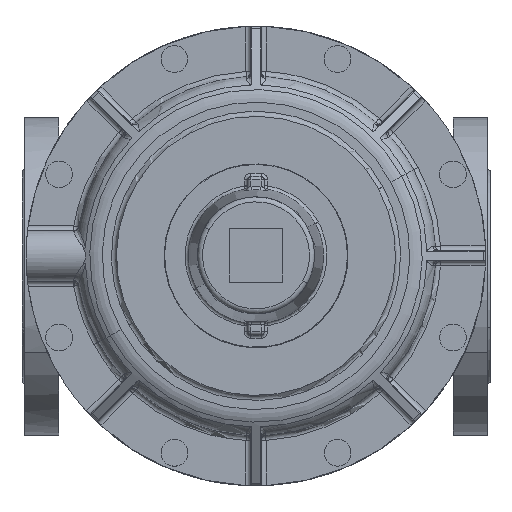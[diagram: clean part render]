
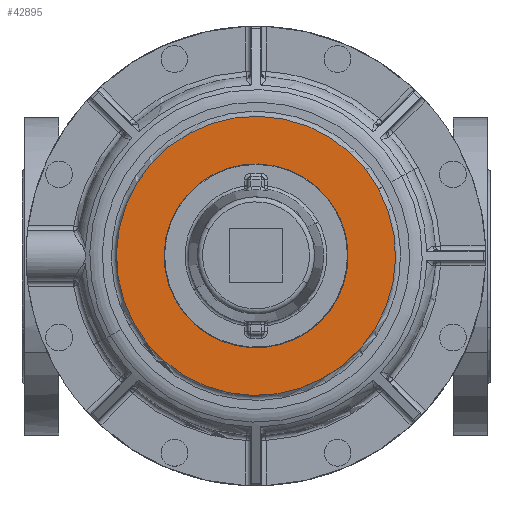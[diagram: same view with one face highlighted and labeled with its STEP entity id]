
A CAD part, top view. The second image highlights one B-rep face of the part: STEP entity #42895.
In plain terms, the highlighted planar face has unit normal (0, 0, 1).
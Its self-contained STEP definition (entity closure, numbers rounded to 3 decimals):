
#42703=CARTESIAN_POINT('Vertex',(-73.278,-40.032,209.5)) ;
#42706=CARTESIAN_POINT('Axis2P3D Location',(0.,0.,209.5)) ;
#42710=CARTESIAN_POINT('Vertex',(73.278,40.032,209.5)) ;
#42730=CARTESIAN_POINT('Axis2P3D Location',(0.,0.,209.5)) ;
#42815=CARTESIAN_POINT('Axis2P3D Location',(83.5,0.,209.5)) ;
#42825=CARTESIAN_POINT('Control Point',(-47.828,-26.129,209.5)) ;
#42826=CARTESIAN_POINT('Control Point',(-45.401,-30.572,209.5)) ;
#42827=CARTESIAN_POINT('Control Point',(-42.458,-34.733,209.5)) ;
#42828=CARTESIAN_POINT('Control Point',(-39.041,-38.534,209.5)) ;
#42829=CARTESIAN_POINT('Control Point',(-31.39,-45.27,209.5)) ;
#42830=CARTESIAN_POINT('Control Point',(-22.398,-50.074,209.5)) ;
#42831=CARTESIAN_POINT('Control Point',(-17.641,-51.941,209.5)) ;
#42832=CARTESIAN_POINT('Control Point',(-7.783,-54.535,209.5)) ;
#42833=CARTESIAN_POINT('Control Point',(2.408,-54.802,209.5)) ;
#42834=CARTESIAN_POINT('Control Point',(7.497,-54.34,209.5)) ;
#42835=CARTESIAN_POINT('Control Point',(17.473,-52.243,209.5)) ;
#42836=CARTESIAN_POINT('Control Point',(26.703,-47.916,209.5)) ;
#42837=CARTESIAN_POINT('Control Point',(31.046,-45.223,209.5)) ;
#42838=CARTESIAN_POINT('Control Point',(39.026,-38.88,209.5)) ;
#42839=CARTESIAN_POINT('Control Point',(45.34,-30.876,209.5)) ;
#42840=CARTESIAN_POINT('Control Point',(48.016,-26.523,209.5)) ;
#42841=CARTESIAN_POINT('Control Point',(52.309,-17.276,209.5)) ;
#42842=CARTESIAN_POINT('Control Point',(54.368,-7.293,209.5)) ;
#42843=CARTESIAN_POINT('Control Point',(54.811,-2.201,209.5)) ;
#42844=CARTESIAN_POINT('Control Point',(54.583,5.408,209.5)) ;
#42845=CARTESIAN_POINT('Control Point',(53.058,12.827,209.5)) ;
#42846=CARTESIAN_POINT('Control Point',(52.413,15.247,209.5)) ;
#42847=CARTESIAN_POINT('Control Point',(51.632,17.625,209.5)) ;
#42848=CARTESIAN_POINT('Control Point',(50.717,19.95,209.5)) ;
#42849=CARTESIAN_POINT('Vertex',(-47.828,-26.129,209.5)) ;
#42851=CARTESIAN_POINT('Vertex',(50.717,19.95,209.5)) ;
#42855=CARTESIAN_POINT('Control Point',(47.828,26.129,209.5)) ;
#42856=CARTESIAN_POINT('Control Point',(45.401,30.572,209.5)) ;
#42857=CARTESIAN_POINT('Control Point',(42.458,34.733,209.5)) ;
#42858=CARTESIAN_POINT('Control Point',(39.041,38.534,209.5)) ;
#42859=CARTESIAN_POINT('Control Point',(31.39,45.27,209.5)) ;
#42860=CARTESIAN_POINT('Control Point',(22.398,50.074,209.5)) ;
#42861=CARTESIAN_POINT('Control Point',(17.641,51.941,209.5)) ;
#42862=CARTESIAN_POINT('Control Point',(7.783,54.535,209.5)) ;
#42863=CARTESIAN_POINT('Control Point',(-2.408,54.802,209.5)) ;
#42864=CARTESIAN_POINT('Control Point',(-7.497,54.34,209.5)) ;
#42865=CARTESIAN_POINT('Control Point',(-17.473,52.243,209.5)) ;
#42866=CARTESIAN_POINT('Control Point',(-26.703,47.916,209.5)) ;
#42867=CARTESIAN_POINT('Control Point',(-31.046,45.223,209.5)) ;
#42868=CARTESIAN_POINT('Control Point',(-39.026,38.88,209.5)) ;
#42869=CARTESIAN_POINT('Control Point',(-45.34,30.876,209.5)) ;
#42870=CARTESIAN_POINT('Control Point',(-48.016,26.523,209.5)) ;
#42871=CARTESIAN_POINT('Control Point',(-52.309,17.276,209.5)) ;
#42872=CARTESIAN_POINT('Control Point',(-54.368,7.293,209.5)) ;
#42873=CARTESIAN_POINT('Control Point',(-54.811,2.201,209.5)) ;
#42874=CARTESIAN_POINT('Control Point',(-54.542,-6.781,209.5)) ;
#42875=CARTESIAN_POINT('Control Point',(-52.465,-15.499,209.5)) ;
#42876=CARTESIAN_POINT('Control Point',(-51.233,-19.183,209.5)) ;
#42877=CARTESIAN_POINT('Control Point',(-49.681,-22.738,209.5)) ;
#42878=CARTESIAN_POINT('Control Point',(-47.828,-26.129,209.5)) ;
#42879=CARTESIAN_POINT('Vertex',(47.828,26.129,209.5)) ;
#42883=CARTESIAN_POINT('Control Point',(50.717,19.95,209.5)) ;
#42884=CARTESIAN_POINT('Control Point',(50.218,21.22,209.5)) ;
#42885=CARTESIAN_POINT('Control Point',(49.679,22.474,209.5)) ;
#42886=CARTESIAN_POINT('Control Point',(49.099,23.714,209.5)) ;
#42887=CARTESIAN_POINT('Control Point',(48.482,24.931,209.5)) ;
#42888=CARTESIAN_POINT('Control Point',(47.828,26.129,209.5)) ;
#42707=DIRECTION('Axis2P3D Direction',(0.,0.,1.)) ;
#42731=DIRECTION('Axis2P3D Direction',(0.,0.,1.)) ;
#42816=DIRECTION('Axis2P3D Direction',(0.,0.,1.)) ;
#42817=DIRECTION('Axis2P3D XDirection',(1.,0.,0.)) ;
#42708=AXIS2_PLACEMENT_3D('Circle Axis2P3D',#42706,#42707,$) ;
#42732=AXIS2_PLACEMENT_3D('Circle Axis2P3D',#42730,#42731,$) ;
#42818=AXIS2_PLACEMENT_3D('Plane Axis2P3D',#42815,#42816,#42817) ;
#42821=ORIENTED_EDGE('',*,*,#42734,.T.) ;
#42822=ORIENTED_EDGE('',*,*,#42712,.T.) ;
#42891=ORIENTED_EDGE('',*,*,#42853,.F.) ;
#42892=ORIENTED_EDGE('',*,*,#42881,.F.) ;
#42893=ORIENTED_EDGE('',*,*,#42889,.F.) ;
#42894=FACE_BOUND('',#42890,.T.) ;
#42895=ADVANCED_FACE('Brep With Voids',(#42823,#42894),#42819,.T.) ;
#42824=B_SPLINE_CURVE_WITH_KNOTS('',5,(#42825,#42826,#42827,#42828,#42829,#42830,#42831,#42832,#42833,#42834,#42835,#42836,#42837,#42838,#42839,#42840,#42841,#42842,#42843,#42844,#42845,#42846,#42847,#42848),.UNSPECIFIED.,.F.,.U.,(6,3,3,3,3,3,3,6),(0.,35.878,71.755,107.633,143.51,179.388,215.265,232.973),.UNSPECIFIED.) ;
#42854=B_SPLINE_CURVE_WITH_KNOTS('',5,(#42855,#42856,#42857,#42858,#42859,#42860,#42861,#42862,#42863,#42864,#42865,#42866,#42867,#42868,#42869,#42870,#42871,#42872,#42873,#42874,#42875,#42876,#42877,#42878),.UNSPECIFIED.,.F.,.U.,(6,3,3,3,3,3,3,6),(0.,35.878,71.757,107.635,143.514,179.392,215.27,242.651),.UNSPECIFIED.) ;
#42882=B_SPLINE_CURVE_WITH_KNOTS('',5,(#42883,#42884,#42885,#42886,#42887,#42888),.UNSPECIFIED.,.F.,.U.,(6,6),(0.,9.65),.UNSPECIFIED.) ;
#42709=CIRCLE('generated circle',#42708,83.5) ;
#42733=CIRCLE('generated circle',#42732,83.5) ;
#42712=EDGE_CURVE('',#42711,#42704,#42709,.T.) ;
#42734=EDGE_CURVE('',#42704,#42711,#42733,.T.) ;
#42853=EDGE_CURVE('',#42850,#42852,#42824,.T.) ;
#42881=EDGE_CURVE('',#42880,#42850,#42854,.T.) ;
#42889=EDGE_CURVE('',#42852,#42880,#42882,.T.) ;
#42820=EDGE_LOOP('',(#42821,#42822)) ;
#42890=EDGE_LOOP('',(#42891,#42892,#42893)) ;
#42823=FACE_OUTER_BOUND('',#42820,.T.) ;
#42819=PLANE('',#42818) ;
#42704=VERTEX_POINT('',#42703) ;
#42711=VERTEX_POINT('',#42710) ;
#42850=VERTEX_POINT('',#42849) ;
#42852=VERTEX_POINT('',#42851) ;
#42880=VERTEX_POINT('',#42879) ;
